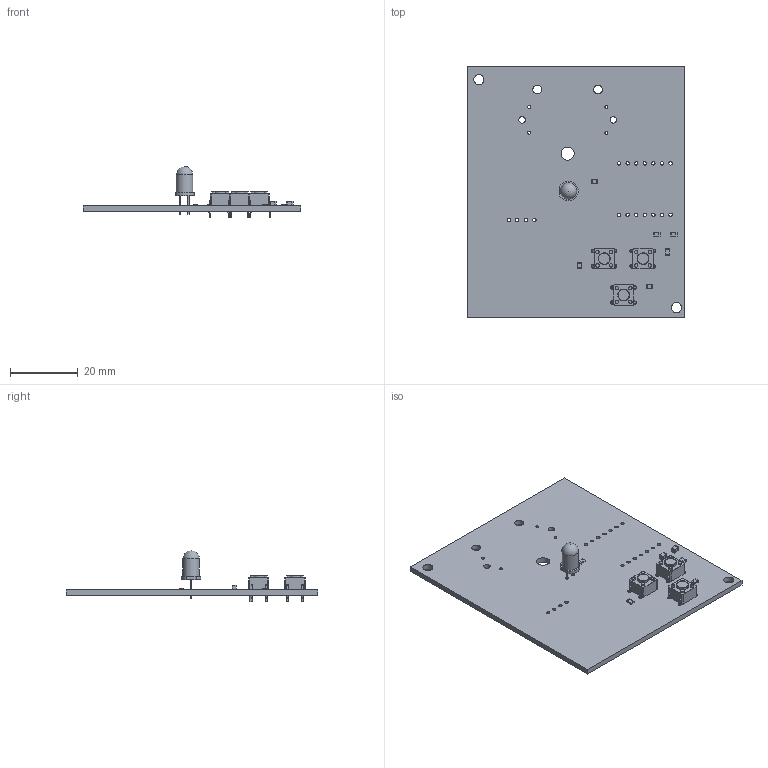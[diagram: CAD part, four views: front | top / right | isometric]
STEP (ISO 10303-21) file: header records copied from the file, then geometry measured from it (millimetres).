
FILE_DESCRIPTION(('KiCad electronic assembly'),'2;1');
FILE_NAME('514_final_display_pcb.step','2025-03-10T14:00:43',('Pcbnew'), ('Kicad'),'Open CASCADE STEP processor 7.8','KiCad to STEP converter', 'Unknown');
FILE_SCHEMA(('AUTOMOTIVE_DESIGN { 1 0 10303 214 1 1 1 1 }'));
Length unit declared in the file: millimetre
Products named in the file (10): 514_final_display_pcb 1; LED_D5.0mm; R_0805_2012Metric; SW_PUSH_6mm; C_0805_2012Metric; 514_final_display_pcb_PCB
Assembly tree (15 placements, depth 3):
  514_final_display_pcb 1
    LED_D5.0mm
      LED_D5.0mm
    R_0805_2012Metric  x4
      R_0805_2012Metric
    SW_PUSH_6mm  x3
      SW_PUSH_6mm
    C_0805_2012Metric  x2
      C_0805_2012Metric
    514_final_display_pcb_PCB
Bounding box: 64.5 x 74.5 x 15.1 mm (x, y, z)
Volume: 8163.8 mm3; surface area: 11042 mm2
Topology: 11 solids, 11 shells, 540 faces, 1423 edges, 926 vertices
Faces by surface type: plane 312, cylinder 224, torus 3, sphere 1
Full cylindrical faces by diameter (mm): 0.85 x4, 0.9 x2, 1 x16, 1.016 x14, 1.1 x12, 1.9 x2, 2.6 x2, 3 x2, 3.5 x3, 3.9 x1, 4.9 x1
Entity records: 8595 total; most frequent: DIRECTION 1283, CARTESIAN_POINT 1220, ORIENTED_EDGE 1184, EDGE_CURVE 592, AXIS2_PLACEMENT_3D 451, VERTEX_POINT 388, LINE 381, VECTOR 381
